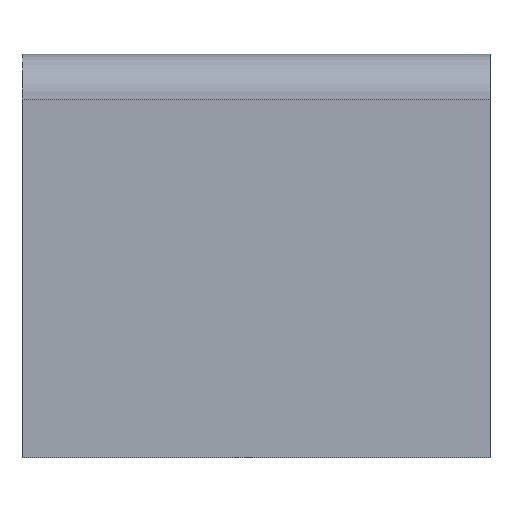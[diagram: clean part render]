
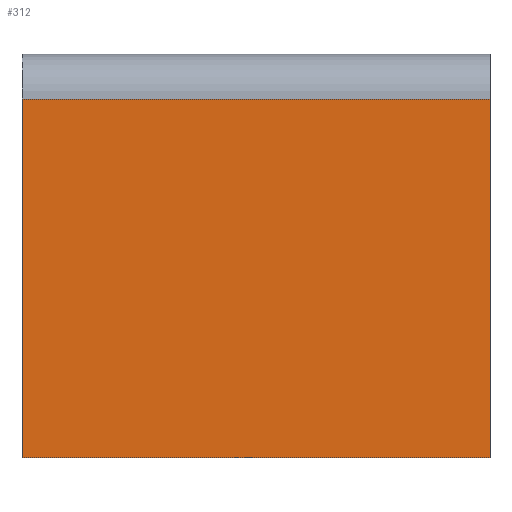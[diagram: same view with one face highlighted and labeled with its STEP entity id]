
A CAD part, front view. The second image highlights one B-rep face of the part: STEP entity #312.
In plain terms, the highlighted planar face has unit normal (0, -1, 0).
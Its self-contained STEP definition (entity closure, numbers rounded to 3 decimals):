
#16 = LINE ( 'NONE', #126, #364 ) ;
#32 = ORIENTED_EDGE ( 'NONE', *, *, #302, .T. ) ;
#33 = EDGE_LOOP ( 'NONE', ( #32, #348, #215, #47 ) ) ;
#47 = ORIENTED_EDGE ( 'NONE', *, *, #144, .F. ) ;
#51 = CARTESIAN_POINT ( 'NONE',  ( -31.3, -15., -13.5 ) ) ;
#73 = LINE ( 'NONE', #241, #295 ) ;
#85 = DIRECTION ( 'NONE',  ( 0., 0., 1. ) ) ;
#89 = EDGE_CURVE ( 'NONE', #120, #240, #73, .T. ) ;
#97 = DIRECTION ( 'NONE',  ( 0., 0., 1. ) ) ;
#103 = DIRECTION ( 'NONE',  ( -1., 0., 0. ) ) ;
#115 = VECTOR ( 'NONE', #85, 1000. ) ;
#120 = VERTEX_POINT ( 'NONE', #153 ) ;
#126 = CARTESIAN_POINT ( 'NONE',  ( 27.415, -15., -13.5 ) ) ;
#128 = EDGE_CURVE ( 'NONE', #206, #120, #326, .T. ) ;
#130 = FACE_OUTER_BOUND ( 'NONE', #33, .T. ) ;
#144 = EDGE_CURVE ( 'NONE', #289, #240, #16, .T. ) ;
#153 = CARTESIAN_POINT ( 'NONE',  ( -31.3, -15., 10.5 ) ) ;
#158 = VECTOR ( 'NONE', #356, 1000. ) ;
#159 = AXIS2_PLACEMENT_3D ( 'NONE', #276, #306, #97 ) ;
#160 = CARTESIAN_POINT ( 'NONE',  ( 0., -15., 10.5 ) ) ;
#185 = DIRECTION ( 'NONE',  ( 0., 0., -1. ) ) ;
#206 = VERTEX_POINT ( 'NONE', #160 ) ;
#213 = PLANE ( 'NONE',  #159 ) ;
#215 = ORIENTED_EDGE ( 'NONE', *, *, #89, .T. ) ;
#221 = CARTESIAN_POINT ( 'NONE',  ( 0., -15., 13.5 ) ) ;
#240 = VERTEX_POINT ( 'NONE', #51 ) ;
#241 = CARTESIAN_POINT ( 'NONE',  ( -31.3, -15., 13.5 ) ) ;
#243 = LINE ( 'NONE', #221, #115 ) ;
#276 = CARTESIAN_POINT ( 'NONE',  ( 27.415, -15., 13.5 ) ) ;
#289 = VERTEX_POINT ( 'NONE', #369 ) ;
#295 = VECTOR ( 'NONE', #185, 1000. ) ;
#302 = EDGE_CURVE ( 'NONE', #289, #206, #243, .T. ) ;
#306 = DIRECTION ( 'NONE',  ( 0., 1., 0. ) ) ;
#312 = ADVANCED_FACE ( 'NONE', ( #130 ), #213, .F. ) ;
#326 = LINE ( 'NONE', #359, #158 ) ;
#348 = ORIENTED_EDGE ( 'NONE', *, *, #128, .T. ) ;
#356 = DIRECTION ( 'NONE',  ( -1., 0., 0. ) ) ;
#359 = CARTESIAN_POINT ( 'NONE',  ( 27.415, -15., 10.5 ) ) ;
#364 = VECTOR ( 'NONE', #103, 1000. ) ;
#369 = CARTESIAN_POINT ( 'NONE',  ( 0., -15., -13.5 ) ) ;
